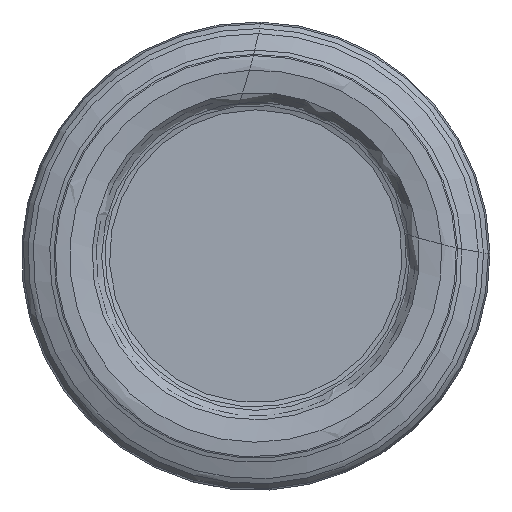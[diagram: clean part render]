
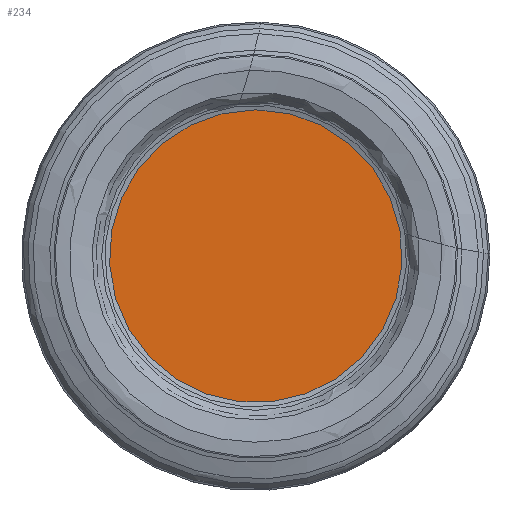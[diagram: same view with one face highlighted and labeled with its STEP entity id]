
A CAD part, left-side view. The second image highlights one B-rep face of the part: STEP entity #234.
In plain terms, the highlighted planar face has unit normal (-1, 0, 0).
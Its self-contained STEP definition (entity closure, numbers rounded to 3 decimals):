
#144=PLANE('',#961);
#147=FACE_OUTER_BOUND('',#372,.T.);
#234=ADVANCED_FACE('',(#147),#144,.F.);
#372=EDGE_LOOP('',(#466));
#466=ORIENTED_EDGE('',*,*,#746,.T.);
#677=VERTEX_POINT('',#1371);
#746=EDGE_CURVE('',#677,#677,#859,.T.);
#859=CIRCLE('',#959,10.);
#959=AXIS2_PLACEMENT_3D('',#1370,#1101,#1102);
#961=AXIS2_PLACEMENT_3D('',#1373,#1105,#1106);
#1101=DIRECTION('',(-1.,0.,0.));
#1102=DIRECTION('',(0.,0.,1.));
#1105=DIRECTION('',(1.,0.,0.));
#1106=DIRECTION('',(0.,0.,-1.));
#1370=CARTESIAN_POINT('',(1.2,0.,0.));
#1371=CARTESIAN_POINT('',(1.2,0.,10.));
#1373=CARTESIAN_POINT('',(1.2,0.,0.));
